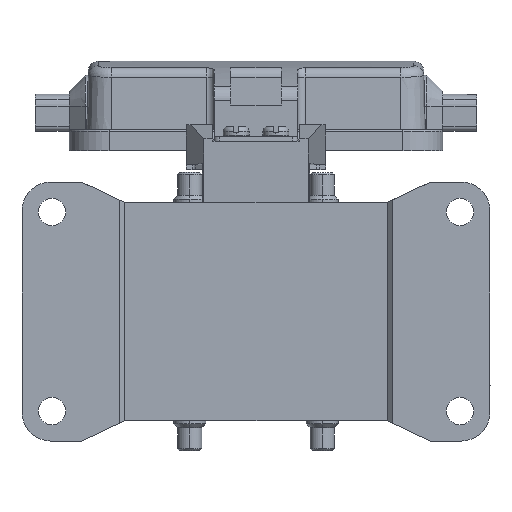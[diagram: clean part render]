
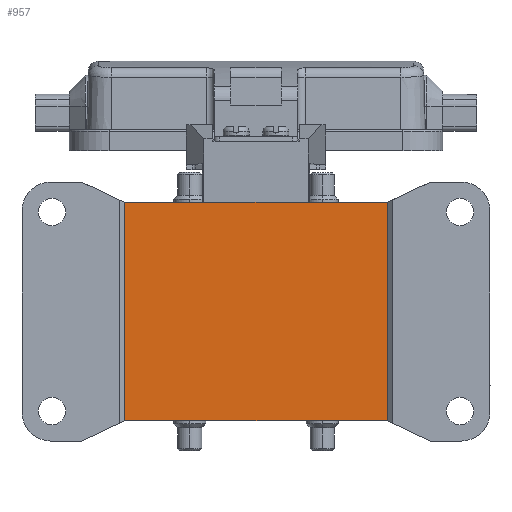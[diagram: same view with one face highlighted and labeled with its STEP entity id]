
A CAD part, front view. The second image highlights one B-rep face of the part: STEP entity #957.
In plain terms, the highlighted planar face has unit normal (0, -1, 0).
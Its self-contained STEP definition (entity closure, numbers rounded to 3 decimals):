
#503=PLANE('',#18242);
#957=ADVANCED_FACE('',(#2382),#503,.T.);
#2382=FACE_OUTER_BOUND('',#3378,.T.);
#3378=EDGE_LOOP('',(#7968,#7969,#7970,#7971,#7972,#7973,#7974,#7975));
#7060=B_SPLINE_CURVE_WITH_KNOTS('',3,(#26726,#26727,#26728,#26729,#26730,
#26731,#26732),.UNSPECIFIED.,.F.,.F.,(4,3,4),(0.,0.03,1.),
 .UNSPECIFIED.);
#7076=B_SPLINE_CURVE_WITH_KNOTS('',3,(#27020,#27021,#27022,#27023),
 .UNSPECIFIED.,.F.,.F.,(4,4),(0.,1.),.UNSPECIFIED.);
#7078=B_SPLINE_CURVE_WITH_KNOTS('',3,(#27030,#27031,#27032,#27033,#27034,
#27035,#27036,#27037,#27038,#27039),.UNSPECIFIED.,.F.,.F.,(4,3,3,4),(0.,
0.03,0.97,1.),.UNSPECIFIED.);
#7081=B_SPLINE_CURVE_WITH_KNOTS('',3,(#27078,#27079,#27080,#27081,#27082,
#27083,#27084),.UNSPECIFIED.,.F.,.F.,(4,3,4),(0.,0.03,1.),
 .UNSPECIFIED.);
#7083=B_SPLINE_CURVE_WITH_KNOTS('',3,(#27091,#27092,#27093,#27094,#27095,
#27096,#27097),.UNSPECIFIED.,.F.,.F.,(4,3,4),(0.,0.969,1.),
 .UNSPECIFIED.);
#7084=B_SPLINE_CURVE_WITH_KNOTS('',3,(#27100,#27101,#27102,#27103),
 .UNSPECIFIED.,.F.,.F.,(4,4),(0.,1.),.UNSPECIFIED.);
#7085=B_SPLINE_CURVE_WITH_KNOTS('',3,(#27104,#27105,#27106,#27107),
 .UNSPECIFIED.,.F.,.F.,(4,4),(0.,1.),.UNSPECIFIED.);
#7086=B_SPLINE_CURVE_WITH_KNOTS('',3,(#27108,#27109,#27110,#27111),
 .UNSPECIFIED.,.F.,.F.,(4,4),(0.,1.),.UNSPECIFIED.);
#7968=ORIENTED_EDGE('',*,*,#14944,.F.);
#7969=ORIENTED_EDGE('',*,*,#14945,.T.);
#7970=ORIENTED_EDGE('',*,*,#14942,.F.);
#7971=ORIENTED_EDGE('',*,*,#14946,.F.);
#7972=ORIENTED_EDGE('',*,*,#14925,.F.);
#7973=ORIENTED_EDGE('',*,*,#14923,.F.);
#7974=ORIENTED_EDGE('',*,*,#14809,.F.);
#7975=ORIENTED_EDGE('',*,*,#14947,.F.);
#13071=VERTEX_POINT('',#26725);
#13072=VERTEX_POINT('',#26733);
#13159=VERTEX_POINT('',#27024);
#13160=VERTEX_POINT('',#27040);
#13171=VERTEX_POINT('',#27077);
#13172=VERTEX_POINT('',#27085);
#13173=VERTEX_POINT('',#27098);
#13174=VERTEX_POINT('',#27099);
#14809=EDGE_CURVE('',#13071,#13072,#7060,.T.);
#14923=EDGE_CURVE('',#13072,#13159,#7076,.T.);
#14925=EDGE_CURVE('',#13159,#13160,#7078,.T.);
#14942=EDGE_CURVE('',#13171,#13172,#7081,.T.);
#14944=EDGE_CURVE('',#13173,#13174,#7083,.T.);
#14945=EDGE_CURVE('',#13173,#13172,#7084,.T.);
#14946=EDGE_CURVE('',#13160,#13171,#7085,.T.);
#14947=EDGE_CURVE('',#13174,#13071,#7086,.T.);
#18242=AXIS2_PLACEMENT_3D('',#27112,#20140,#20141);
#20140=DIRECTION('',(0.,-1.,0.));
#20141=DIRECTION('',(-1.,0.,0.));
#26725=CARTESIAN_POINT('',(52.073,50.375,18.593));
#26726=CARTESIAN_POINT('',(52.073,50.375,18.592));
#26727=CARTESIAN_POINT('',(52.073,50.375,18.592));
#26728=CARTESIAN_POINT('',(52.073,50.375,18.593));
#26729=CARTESIAN_POINT('',(52.073,50.375,18.593));
#26730=CARTESIAN_POINT('',(52.067,50.375,18.595));
#26731=CARTESIAN_POINT('',(52.061,50.375,18.598));
#26732=CARTESIAN_POINT('',(52.055,50.375,18.601));
#26733=CARTESIAN_POINT('',(52.055,50.375,18.601));
#27020=CARTESIAN_POINT('',(52.055,50.375,18.601));
#27021=CARTESIAN_POINT('',(34.487,50.375,18.601));
#27022=CARTESIAN_POINT('',(16.918,50.375,18.601));
#27023=CARTESIAN_POINT('',(-0.65,50.375,18.601));
#27024=CARTESIAN_POINT('',(-0.65,50.375,18.601));
#27030=CARTESIAN_POINT('',(-0.649,50.375,18.601));
#27031=CARTESIAN_POINT('',(-0.65,50.375,18.601));
#27032=CARTESIAN_POINT('',(-0.65,50.375,18.601));
#27033=CARTESIAN_POINT('',(-0.65,50.375,18.601));
#27034=CARTESIAN_POINT('',(-0.656,50.375,18.598));
#27035=CARTESIAN_POINT('',(-0.661,50.375,18.596));
#27036=CARTESIAN_POINT('',(-0.667,50.375,18.593));
#27037=CARTESIAN_POINT('',(-0.667,50.375,18.593));
#27038=CARTESIAN_POINT('',(-0.667,50.375,18.593));
#27039=CARTESIAN_POINT('',(-0.668,50.375,18.593));
#27040=CARTESIAN_POINT('',(-0.668,50.375,18.593));
#27077=CARTESIAN_POINT('',(-0.668,50.375,62.442));
#27078=CARTESIAN_POINT('',(-0.668,50.375,62.442));
#27079=CARTESIAN_POINT('',(-0.668,50.375,62.442));
#27080=CARTESIAN_POINT('',(-0.668,50.375,62.442));
#27081=CARTESIAN_POINT('',(-0.667,50.375,62.442));
#27082=CARTESIAN_POINT('',(-0.662,50.375,62.439));
#27083=CARTESIAN_POINT('',(-0.656,50.375,62.436));
#27084=CARTESIAN_POINT('',(-0.65,50.375,62.434));
#27085=CARTESIAN_POINT('',(-0.65,50.375,62.434));
#27091=CARTESIAN_POINT('',(52.055,50.375,62.434));
#27092=CARTESIAN_POINT('',(52.061,50.375,62.436));
#27093=CARTESIAN_POINT('',(52.066,50.375,62.439));
#27094=CARTESIAN_POINT('',(52.072,50.375,62.442));
#27095=CARTESIAN_POINT('',(52.072,50.375,62.442));
#27096=CARTESIAN_POINT('',(52.072,50.375,62.442));
#27097=CARTESIAN_POINT('',(52.073,50.375,62.442));
#27098=CARTESIAN_POINT('',(52.055,50.375,62.434));
#27099=CARTESIAN_POINT('',(52.073,50.375,62.442));
#27100=CARTESIAN_POINT('',(52.055,50.375,62.434));
#27101=CARTESIAN_POINT('',(34.487,50.375,62.434));
#27102=CARTESIAN_POINT('',(16.918,50.375,62.434));
#27103=CARTESIAN_POINT('',(-0.65,50.375,62.434));
#27104=CARTESIAN_POINT('',(-0.668,50.376,18.593));
#27105=CARTESIAN_POINT('',(-0.668,50.376,33.209));
#27106=CARTESIAN_POINT('',(-0.668,50.376,47.826));
#27107=CARTESIAN_POINT('',(-0.668,50.376,62.442));
#27108=CARTESIAN_POINT('',(52.073,50.376,62.442));
#27109=CARTESIAN_POINT('',(52.073,50.376,47.825));
#27110=CARTESIAN_POINT('',(52.073,50.376,33.209));
#27111=CARTESIAN_POINT('',(52.073,50.376,18.593));
#27112=CARTESIAN_POINT('',(25.703,50.375,40.517));
